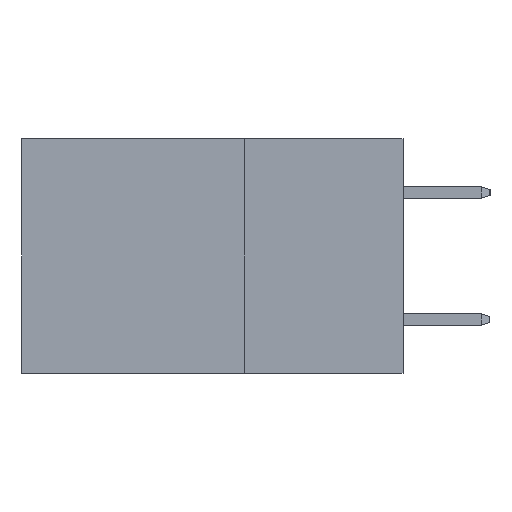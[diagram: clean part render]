
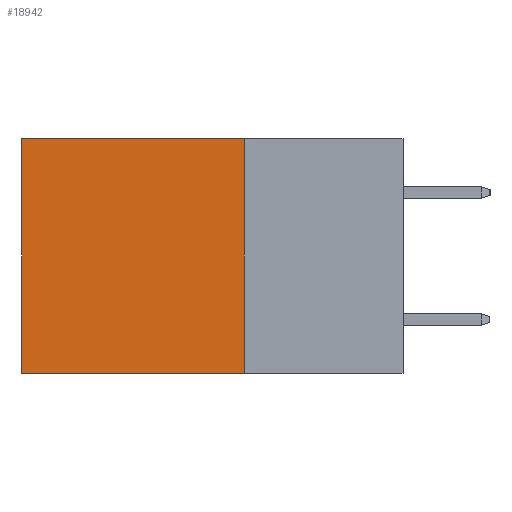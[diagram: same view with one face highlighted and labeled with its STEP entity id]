
A CAD part, left-side view. The second image highlights one B-rep face of the part: STEP entity #18942.
In plain terms, the highlighted planar face has unit normal (-1, 0, 0).
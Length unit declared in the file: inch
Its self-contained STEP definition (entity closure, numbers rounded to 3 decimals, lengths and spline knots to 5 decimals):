
#780 = CARTESIAN_POINT ( 'NONE',  ( 0.2875, 0.6, -0.37 ) ) ;
#970 = DIRECTION ( 'NONE',  ( 0., 0., -1. ) ) ;
#1359 = CARTESIAN_POINT ( 'NONE',  ( 0.2875, 0.25, 0. ) ) ;
#1440 = LINE ( 'NONE', #7894, #37400 ) ;
#2583 = DIRECTION ( 'NONE',  ( 0., 0., -1. ) ) ;
#3970 = DIRECTION ( 'NONE',  ( 0., 0., -1. ) ) ;
#5428 = ORIENTED_EDGE ( 'NONE', *, *, #30297, .F. ) ;
#5713 = CARTESIAN_POINT ( 'NONE',  ( 0.2875, 0.25, 0. ) ) ;
#7894 = CARTESIAN_POINT ( 'NONE',  ( 0.2875, 0.6, 0. ) ) ;
#10437 = VERTEX_POINT ( 'NONE', #27801 ) ;
#12033 = EDGE_CURVE ( 'NONE', #10437, #31568, #1440, .T. ) ;
#12188 = VECTOR ( 'NONE', #41881, 39.37008 ) ;
#13469 = ORIENTED_EDGE ( 'NONE', *, *, #31032, .T. ) ;
#13843 = LINE ( 'NONE', #5713, #24476 ) ;
#16543 = CARTESIAN_POINT ( 'NONE',  ( 0.2875, 0.25, -0.37 ) ) ;
#18942 = ADVANCED_FACE ( 'NONE', ( #21720 ), #28424, .F. ) ;
#19293 = CARTESIAN_POINT ( 'NONE',  ( 0.2875, 0.25, 0. ) ) ;
#21720 = FACE_OUTER_BOUND ( 'NONE', #40598, .T. ) ;
#22822 = EDGE_CURVE ( 'NONE', #38033, #44892, #25995, .T. ) ;
#23024 = LINE ( 'NONE', #16543, #12188 ) ;
#24476 = VECTOR ( 'NONE', #27498, 39.37008 ) ;
#25995 = LINE ( 'NONE', #19293, #30237 ) ;
#27498 = DIRECTION ( 'NONE',  ( 0., 1., 0. ) ) ;
#27801 = CARTESIAN_POINT ( 'NONE',  ( 0.2875, 0.6, 0. ) ) ;
#28179 = CARTESIAN_POINT ( 'NONE',  ( 0.2875, 0.25, 0. ) ) ;
#28424 = PLANE ( 'NONE',  #28543 ) ;
#28543 = AXIS2_PLACEMENT_3D ( 'NONE', #28179, #39161, #2583 ) ;
#30237 = VECTOR ( 'NONE', #3970, 39.37008 ) ;
#30297 = EDGE_CURVE ( 'NONE', #44892, #31568, #23024, .T. ) ;
#31032 = EDGE_CURVE ( 'NONE', #38033, #10437, #13843, .T. ) ;
#31568 = VERTEX_POINT ( 'NONE', #780 ) ;
#37400 = VECTOR ( 'NONE', #970, 39.37008 ) ;
#38033 = VERTEX_POINT ( 'NONE', #1359 ) ;
#38711 = ORIENTED_EDGE ( 'NONE', *, *, #22822, .F. ) ;
#39161 = DIRECTION ( 'NONE',  ( 1., 0., 0. ) ) ;
#40598 = EDGE_LOOP ( 'NONE', ( #40803, #5428, #38711, #13469 ) ) ;
#40803 = ORIENTED_EDGE ( 'NONE', *, *, #12033, .T. ) ;
#40864 = CARTESIAN_POINT ( 'NONE',  ( 0.2875, 0.25, -0.37 ) ) ;
#41881 = DIRECTION ( 'NONE',  ( 0., 1., 0. ) ) ;
#44892 = VERTEX_POINT ( 'NONE', #40864 ) ;
